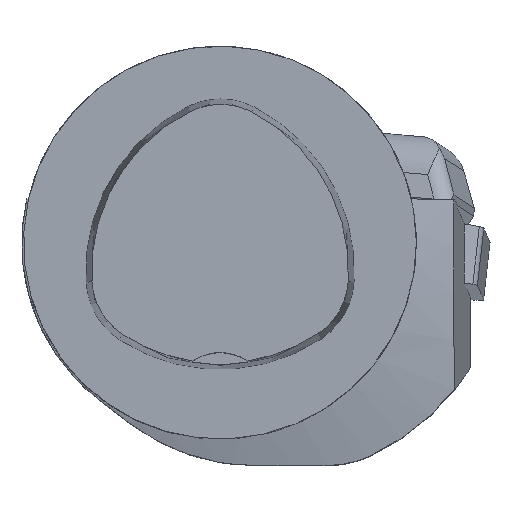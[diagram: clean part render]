
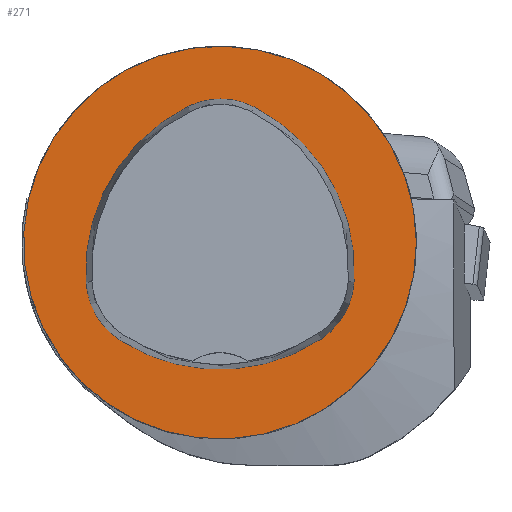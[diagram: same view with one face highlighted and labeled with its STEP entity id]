
A CAD part, top view. The second image highlights one B-rep face of the part: STEP entity #271.
In plain terms, the highlighted planar face has unit normal (0, 0, 1).
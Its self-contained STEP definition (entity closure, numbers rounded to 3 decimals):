
#271=ADVANCED_FACE('',(#674,#675),#345,.T.);
#345=PLANE('',#1842);
#674=FACE_BOUND('',#718,.T.);
#675=FACE_BOUND('',#719,.T.);
#718=EDGE_LOOP('',(#969,#970,#971,#972,#973,#974));
#719=EDGE_LOOP('',(#975));
#969=ORIENTED_EDGE('',*,*,#1530,.F.);
#970=ORIENTED_EDGE('',*,*,#1525,.F.);
#971=ORIENTED_EDGE('',*,*,#1520,.F.);
#972=ORIENTED_EDGE('',*,*,#1517,.F.);
#973=ORIENTED_EDGE('',*,*,#1514,.F.);
#974=ORIENTED_EDGE('',*,*,#1510,.F.);
#975=ORIENTED_EDGE('',*,*,#1489,.T.);
#1317=VERTEX_POINT('',#2664);
#1336=VERTEX_POINT('',#2744);
#1337=VERTEX_POINT('',#2745);
#1340=VERTEX_POINT('',#2753);
#1342=VERTEX_POINT('',#2759);
#1344=VERTEX_POINT('',#2765);
#1348=VERTEX_POINT('',#2778);
#1489=EDGE_CURVE('',#1317,#1317,#1646,.T.);
#1510=EDGE_CURVE('',#1336,#1337,#1649,.T.);
#1514=EDGE_CURVE('',#1337,#1340,#1651,.T.);
#1517=EDGE_CURVE('',#1340,#1342,#1653,.T.);
#1520=EDGE_CURVE('',#1342,#1344,#1655,.T.);
#1525=EDGE_CURVE('',#1344,#1348,#1658,.T.);
#1530=EDGE_CURVE('',#1348,#1336,#1661,.T.);
#1646=CIRCLE('',#1810,16.);
#1649=CIRCLE('',#1820,15.);
#1651=CIRCLE('',#1823,6.);
#1653=CIRCLE('',#1826,15.);
#1655=CIRCLE('',#1829,6.);
#1658=CIRCLE('',#1833,15.);
#1661=CIRCLE('',#1837,6.);
#1810=AXIS2_PLACEMENT_3D('',#2663,#2096,#2097);
#1820=AXIS2_PLACEMENT_3D('',#2743,#2120,#2121);
#1823=AXIS2_PLACEMENT_3D('',#2752,#2128,#2129);
#1826=AXIS2_PLACEMENT_3D('',#2758,#2135,#2136);
#1829=AXIS2_PLACEMENT_3D('',#2764,#2142,#2143);
#1833=AXIS2_PLACEMENT_3D('',#2777,#2151,#2152);
#1837=AXIS2_PLACEMENT_3D('',#2790,#2160,#2161);
#1842=AXIS2_PLACEMENT_3D('',#2795,#2170,#2171);
#2096=DIRECTION('',(0.,0.,1.));
#2097=DIRECTION('',(1.,0.,0.));
#2120=DIRECTION('',(0.,0.,1.));
#2121=DIRECTION('',(1.,0.,0.));
#2128=DIRECTION('',(0.,0.,1.));
#2129=DIRECTION('',(1.,0.,0.));
#2135=DIRECTION('',(0.,0.,1.));
#2136=DIRECTION('',(1.,0.,0.));
#2142=DIRECTION('',(0.,0.,1.));
#2143=DIRECTION('',(1.,0.,0.));
#2151=DIRECTION('',(0.,0.,1.));
#2152=DIRECTION('',(1.,0.,0.));
#2160=DIRECTION('',(0.,0.,1.));
#2161=DIRECTION('',(1.,0.,0.));
#2170=DIRECTION('',(0.,0.,1.));
#2171=DIRECTION('',(-1.,0.,0.));
#2663=CARTESIAN_POINT('',(0.,0.,0.));
#2664=CARTESIAN_POINT('',(16.,0.,0.));
#2743=CARTESIAN_POINT('',(-4.048,-2.316,0.));
#2744=CARTESIAN_POINT('',(10.926,-3.206,0.));
#2745=CARTESIAN_POINT('',(2.774,11.043,0.));
#2752=CARTESIAN_POINT('',(0.045,5.7,0.));
#2753=CARTESIAN_POINT('',(-2.638,11.066,0.));
#2758=CARTESIAN_POINT('',(4.07,-2.35,0.));
#2759=CARTESIAN_POINT('',(-10.903,-3.249,0.));
#2764=CARTESIAN_POINT('',(-4.914,-2.889,0.));
#2765=CARTESIAN_POINT('',(-8.177,-7.924,0.));
#2777=CARTESIAN_POINT('',(-0.019,4.663,0.));
#2778=CARTESIAN_POINT('',(8.24,-7.859,0.));
#2790=CARTESIAN_POINT('',(4.936,-2.85,0.));
#2795=CARTESIAN_POINT('',(0.,0.,0.));
